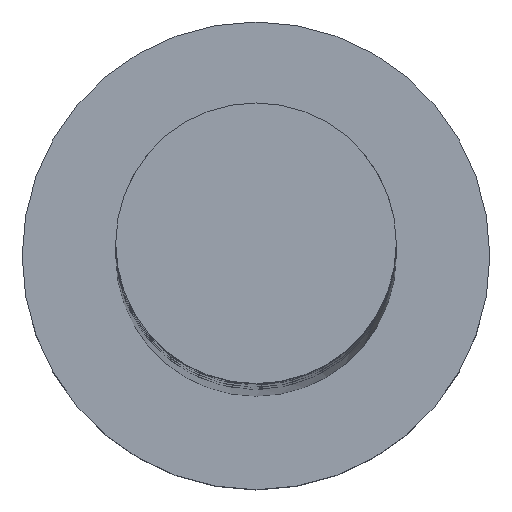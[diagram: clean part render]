
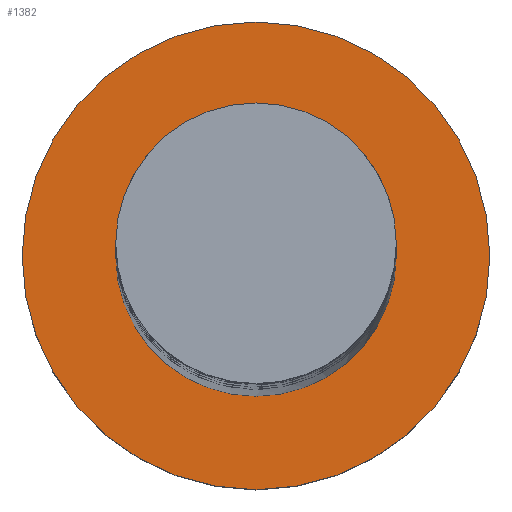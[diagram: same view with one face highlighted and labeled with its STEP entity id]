
A CAD part, top view. The second image highlights one B-rep face of the part: STEP entity #1382.
In plain terms, the highlighted planar face has unit normal (0, 0, 1).
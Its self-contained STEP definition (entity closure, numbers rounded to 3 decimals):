
#22 = ORIENTED_EDGE ( 'NONE', *, *, #1179, .T. ) ;
#69 = EDGE_LOOP ( 'NONE', ( #1043, #22 ) ) ;
#109 = DIRECTION ( 'NONE',  ( 1., 0., 0. ) ) ;
#125 = AXIS2_PLACEMENT_3D ( 'NONE', #672, #1266, #1859 ) ;
#144 = VERTEX_POINT ( 'NONE', #1598 ) ;
#153 = EDGE_CURVE ( 'NONE', #1248, #144, #966, .T. ) ;
#194 = FACE_OUTER_BOUND ( 'NONE', #69, .T. ) ;
#230 = AXIS2_PLACEMENT_3D ( 'NONE', #1615, #1595, #1752 ) ;
#256 = ORIENTED_EDGE ( 'NONE', *, *, #153, .F. ) ;
#284 = EDGE_LOOP ( 'NONE', ( #256, #873 ) ) ;
#439 = CARTESIAN_POINT ( 'NONE',  ( 0., 0., 7. ) ) ;
#599 = CARTESIAN_POINT ( 'NONE',  ( 10., 0., 7. ) ) ;
#672 = CARTESIAN_POINT ( 'NONE',  ( 0., 0., 7. ) ) ;
#693 = AXIS2_PLACEMENT_3D ( 'NONE', #1574, #868, #1301 ) ;
#706 = EDGE_CURVE ( 'NONE', #1469, #1245, #1144, .T. ) ;
#771 = EDGE_CURVE ( 'NONE', #144, #1248, #1584, .T. ) ;
#798 = FACE_BOUND ( 'NONE', #284, .T. ) ;
#806 = CARTESIAN_POINT ( 'NONE',  ( 0., 0., 7. ) ) ;
#819 = AXIS2_PLACEMENT_3D ( 'NONE', #806, #963, #1513 ) ;
#868 = DIRECTION ( 'NONE',  ( 0., 0., 1. ) ) ;
#873 = ORIENTED_EDGE ( 'NONE', *, *, #771, .F. ) ;
#905 = CARTESIAN_POINT ( 'NONE',  ( -6., 0., 7. ) ) ;
#936 = PLANE ( 'NONE',  #819 ) ;
#963 = DIRECTION ( 'NONE',  ( 0., 0., 1. ) ) ;
#966 = CIRCLE ( 'NONE', #125, 6. ) ;
#1043 = ORIENTED_EDGE ( 'NONE', *, *, #706, .T. ) ;
#1144 = CIRCLE ( 'NONE', #230, 10. ) ;
#1179 = EDGE_CURVE ( 'NONE', #1245, #1469, #1336, .T. ) ;
#1245 = VERTEX_POINT ( 'NONE', #599 ) ;
#1248 = VERTEX_POINT ( 'NONE', #905 ) ;
#1266 = DIRECTION ( 'NONE',  ( 0., 0., 1. ) ) ;
#1301 = DIRECTION ( 'NONE',  ( 1., 0., 0. ) ) ;
#1336 = CIRCLE ( 'NONE', #693, 10. ) ;
#1382 = ADVANCED_FACE ( 'NONE', ( #798, #194 ), #936, .T. ) ;
#1445 = CARTESIAN_POINT ( 'NONE',  ( -10., 0., 7. ) ) ;
#1469 = VERTEX_POINT ( 'NONE', #1445 ) ;
#1513 = DIRECTION ( 'NONE',  ( 1., 0., 0. ) ) ;
#1574 = CARTESIAN_POINT ( 'NONE',  ( 0., 0., 7. ) ) ;
#1584 = CIRCLE ( 'NONE', #1649, 6. ) ;
#1595 = DIRECTION ( 'NONE',  ( 0., 0., 1. ) ) ;
#1598 = CARTESIAN_POINT ( 'NONE',  ( 6., 0., 7. ) ) ;
#1615 = CARTESIAN_POINT ( 'NONE',  ( 0., 0., 7. ) ) ;
#1649 = AXIS2_PLACEMENT_3D ( 'NONE', #439, #1898, #109 ) ;
#1752 = DIRECTION ( 'NONE',  ( 1., 0., 0. ) ) ;
#1859 = DIRECTION ( 'NONE',  ( 1., 0., 0. ) ) ;
#1898 = DIRECTION ( 'NONE',  ( 0., 0., 1. ) ) ;
